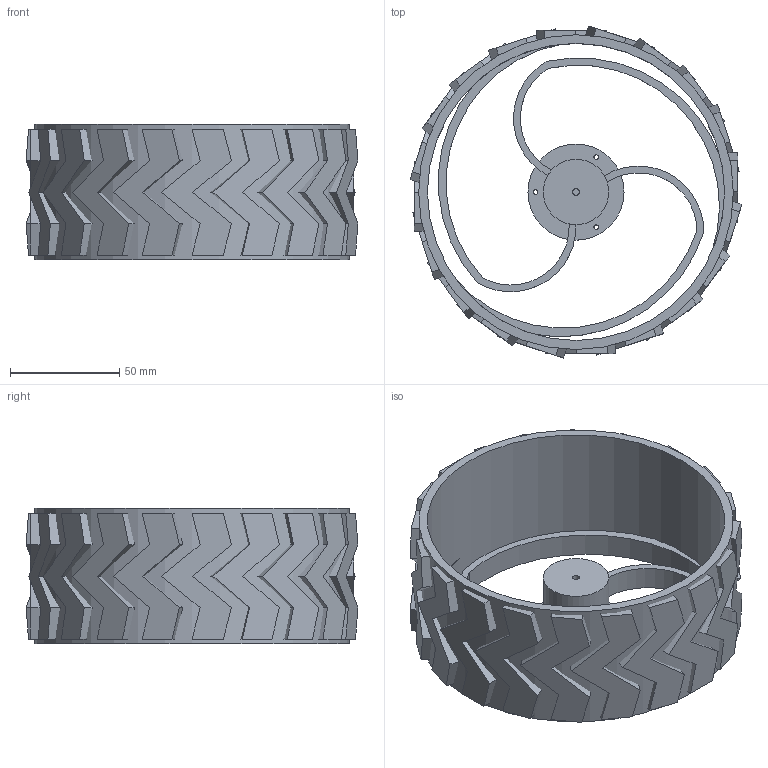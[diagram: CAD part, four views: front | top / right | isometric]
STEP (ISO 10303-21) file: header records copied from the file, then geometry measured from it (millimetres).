
FILE_DESCRIPTION(('FreeCAD Model'),'2;1');
FILE_NAME('Wheel_Rev_Aletsch.step','2015-06-24T00:51:53',('Author'),(''), 'Open CASCADE STEP processor 6.8','FreeCAD','Unknown');
FILE_SCHEMA(('AUTOMOTIVE_DESIGN_CC2 { 1 2 10303 214 -1 1 5 4 }'));
Length unit declared in the file: millimetre
Products named in the file (5): AttachementHolesHub; M3shaftPocket; SpokeArray; WheelRimPad; TreadArray
Bounding box: 151.88 x 151.88 x 61.8 mm (x, y, z)
Volume: 239825.6 mm3; surface area: 133913.4 mm2
Topology: 26 solids, 26 shells, 278 faces, 678 edges, 452 vertices
Faces by surface type: plane 252, cylinder 26
Full cylindrical faces by diameter (mm): 2.06 x3, 3.06 x1, 30 x1, 44 x1, 136 x1, 144 x1
Entity records: 17250 total; most frequent: CARTESIAN_POINT 3041, DIRECTION 2598, LINE 1930, VECTOR 1930, ORIENTED_EDGE 1356, PCURVE 1356, DEFINITIONAL_REPRESENTATION 1356, EDGE_CURVE 678
